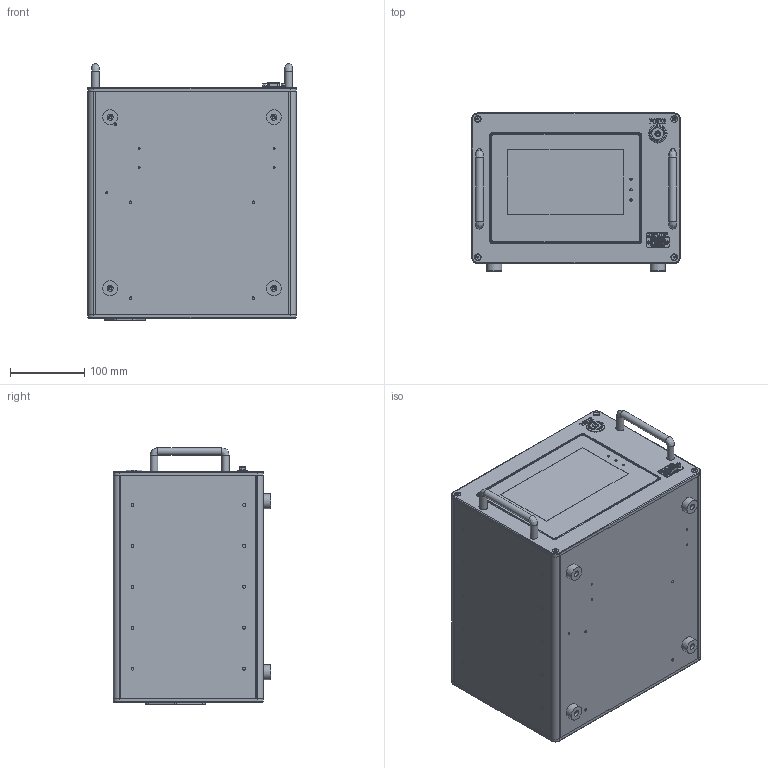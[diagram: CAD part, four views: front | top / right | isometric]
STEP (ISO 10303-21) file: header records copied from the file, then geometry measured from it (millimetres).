
FILE_DESCRIPTION (( 'STEP AP203' ), '1' );
FILE_NAME ('FMC04-01H諷秶眊3D芞.STEP', '2024-02-18T01:52:16', ( 'Windows User' ), ( 'P R C' ), 'SwSTEP 2.0', 'SolidWorks 2020', '' );
FILE_SCHEMA (( 'CONFIG_CONTROL_DESIGN' ));
Products named in the file (1): FMC04-01H諷秶眊3D芞
Bounding box: 280.01 x 212 x 345 mm (x, y, z)
Surface area: 2203118.3 mm2 (no closed solid volume)
Topology: 0 solids, 102 shells, 5333 faces, 14302 edges, 9502 vertices
Faces by surface type: plane 3455, cylinder 946, bspline 694, cone 173, torus 42, sphere 23
Full cylindrical faces by diameter (mm): 0.38 x46, 0.889 x12, 1 x9, 1.1 x9, 1.414 x4, 1.5 x9, 1.697 x1, 1.8 x3, 2.3 x4, 2.387 x2, 2.5 x26, 2.6 x4, 2.8 x11, 3 x88, 3.2 x10, 3.242 x4, 3.3 x33, 3.4 x5, 3.571 x1, 3.6 x3, 4 x41, 4.3 x1, 4.5 x24, 5 x4, 5.2 x1, 5.4 x4, 5.5 x2, 5.54 x2, 5.8 x1, 6 x2
Entity records: 211380 total; most frequent: CARTESIAN_POINT 86126, ORIENTED_EDGE 26393, DIRECTION 22347, EDGE_CURVE 13478, VERTEX_POINT 9297, VECTOR 9211, LINE 9211, EDGE_LOOP 6879
